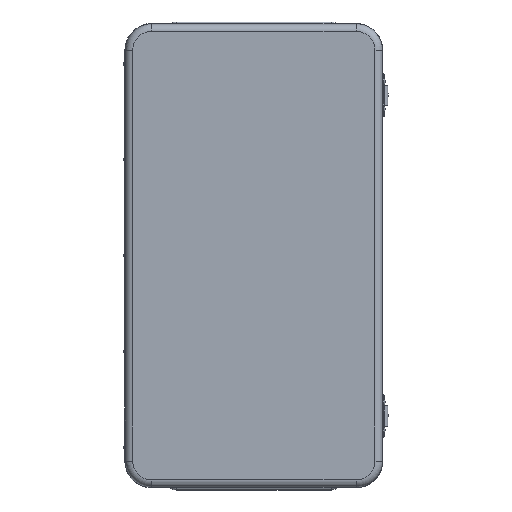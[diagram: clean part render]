
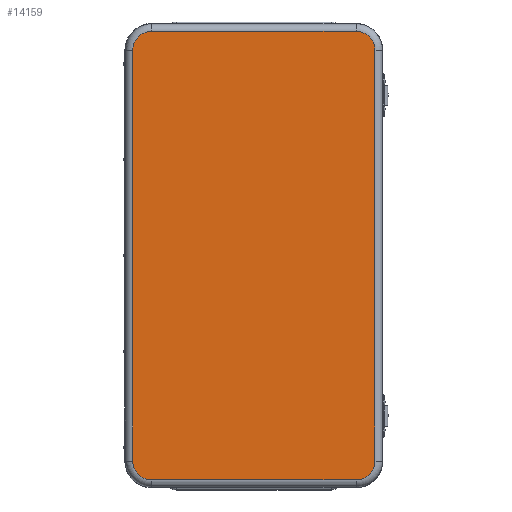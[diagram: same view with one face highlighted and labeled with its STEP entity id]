
A CAD part, top view. The second image highlights one B-rep face of the part: STEP entity #14159.
In plain terms, the highlighted planar face has unit normal (0, 0, 1).
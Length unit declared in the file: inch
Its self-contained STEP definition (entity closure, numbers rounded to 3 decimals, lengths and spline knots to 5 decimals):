
#1460=LINE($,#29408,#2517);
#1462=LINE($,#29428,#2519);
#1465=LINE($,#29435,#2522);
#1467=LINE($,#29450,#2524);
#2517=VECTOR($,#19678,6.93595);
#2519=VECTOR($,#19702,13.93595);
#2522=VECTOR($,#19709,13.93595);
#2524=VECTOR($,#19729,6.93595);
#2930=PLANE($,#15707);
#4412=FACE_OUTER_BOUND($,#5562,.T.);
#5562=EDGE_LOOP($,(#13135,#13136,#13137,#13138,#13139,#13140,#13141,#13142));
#6277=CIRCLE($,#15682,0.63839);
#6281=CIRCLE($,#15687,0.63839);
#6285=CIRCLE($,#15694,0.63839);
#6289=CIRCLE($,#15699,0.63839);
#7591=VERTEX_POINT($,#29405);
#7592=VERTEX_POINT($,#29407);
#7595=VERTEX_POINT($,#29414);
#7596=VERTEX_POINT($,#29419);
#7599=VERTEX_POINT($,#29426);
#7600=VERTEX_POINT($,#29431);
#7603=VERTEX_POINT($,#29438);
#7604=VERTEX_POINT($,#29443);
#9442=EDGE_CURVE($,#7591,#7592,#1460,.T.);
#9446=EDGE_CURVE($,#7595,#7591,#6277,.T.);
#9450=EDGE_CURVE($,#7592,#7596,#6281,.T.);
#9452=EDGE_CURVE($,#7599,#7595,#1462,.T.);
#9456=EDGE_CURVE($,#7596,#7600,#1465,.T.);
#9458=EDGE_CURVE($,#7603,#7599,#6285,.T.);
#9462=EDGE_CURVE($,#7600,#7604,#6289,.T.);
#9464=EDGE_CURVE($,#7604,#7603,#1467,.T.);
#13135=ORIENTED_EDGE($,*,*,#9442,.F.);
#13136=ORIENTED_EDGE($,*,*,#9446,.F.);
#13137=ORIENTED_EDGE($,*,*,#9452,.F.);
#13138=ORIENTED_EDGE($,*,*,#9458,.F.);
#13139=ORIENTED_EDGE($,*,*,#9464,.F.);
#13140=ORIENTED_EDGE($,*,*,#9462,.F.);
#13141=ORIENTED_EDGE($,*,*,#9456,.F.);
#13142=ORIENTED_EDGE($,*,*,#9450,.F.);
#14159=ADVANCED_FACE($,(#4412),#2930,.T.);
#15682=AXIS2_PLACEMENT_3D($,#29416,#19686,#19687);
#15687=AXIS2_PLACEMENT_3D($,#29423,#19696,#19697);
#15694=AXIS2_PLACEMENT_3D($,#29440,#19714,#19715);
#15699=AXIS2_PLACEMENT_3D($,#29447,#19724,#19725);
#15707=AXIS2_PLACEMENT_3D($,#29469,#19749,#19750);
#19678=DIRECTION($,(1.,0.,0.));
#19686=DIRECTION('center_axis',(0.,0.,-1.));
#19687=DIRECTION('ref_axis',(-0.707,0.707,0.));
#19696=DIRECTION('center_axis',(0.,0.,-1.));
#19697=DIRECTION('ref_axis',(0.707,0.707,0.));
#19702=DIRECTION($,(0.,1.,0.));
#19709=DIRECTION($,(0.,-1.,0.));
#19714=DIRECTION('center_axis',(0.,0.,-1.));
#19715=DIRECTION('ref_axis',(-0.707,-0.707,0.));
#19724=DIRECTION('center_axis',(0.,0.,-1.));
#19725=DIRECTION('ref_axis',(0.707,-0.707,0.));
#19729=DIRECTION($,(-1.,0.,0.));
#19749=DIRECTION('center_axis',(0.,0.,1.));
#19750=DIRECTION('ref_axis',(1.,0.,0.));
#29405=CARTESIAN_POINT('',(-3.46798,7.60636,0.75));
#29407=CARTESIAN_POINT('',(3.46798,7.60636,0.75));
#29408=CARTESIAN_POINT($,(-3.46798,7.60636,0.75));
#29414=CARTESIAN_POINT('',(-4.10636,6.96798,0.75));
#29416=CARTESIAN_POINT('Origin',(-3.46798,6.96798,0.75));
#29419=CARTESIAN_POINT('',(4.10636,6.96798,0.75));
#29423=CARTESIAN_POINT('Origin',(3.46798,6.96798,0.75));
#29426=CARTESIAN_POINT('',(-4.10636,-6.96798,0.75));
#29428=CARTESIAN_POINT($,(-4.10636,-6.96798,0.75));
#29431=CARTESIAN_POINT('',(4.10636,-6.96798,0.75));
#29435=CARTESIAN_POINT($,(4.10636,6.96798,0.75));
#29438=CARTESIAN_POINT('',(-3.46798,-7.60636,0.75));
#29440=CARTESIAN_POINT('Origin',(-3.46798,-6.96798,0.75));
#29443=CARTESIAN_POINT('',(3.46798,-7.60636,0.75));
#29447=CARTESIAN_POINT('Origin',(3.46798,-6.96798,0.75));
#29450=CARTESIAN_POINT($,(3.46798,-7.60636,0.75));
#29469=CARTESIAN_POINT('Origin',(0.,0.,0.75));
